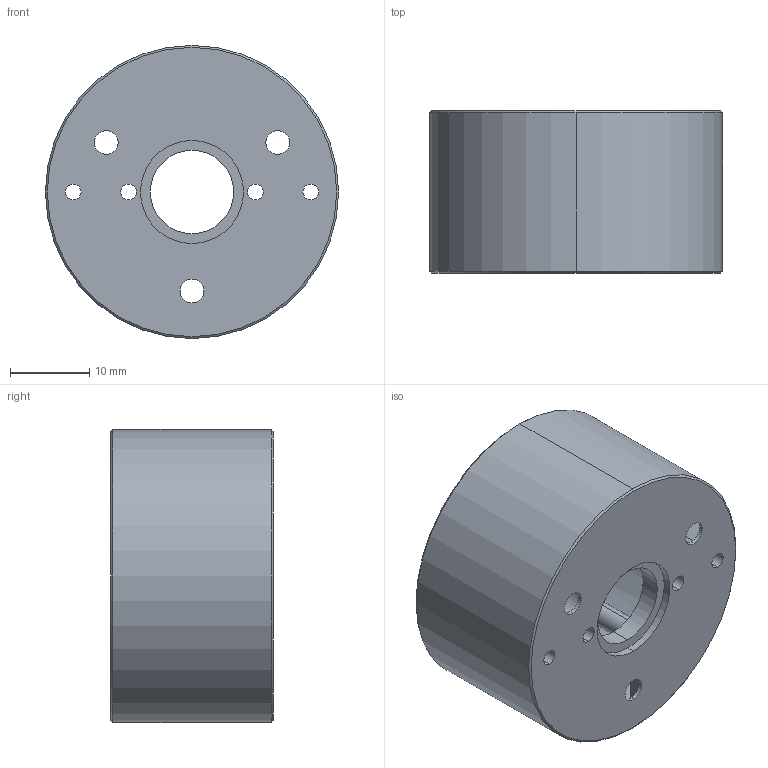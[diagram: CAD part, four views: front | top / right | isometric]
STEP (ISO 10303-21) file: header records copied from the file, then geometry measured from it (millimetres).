
FILE_DESCRIPTION (( 'STEP AP214' ), '1' );
FILE_NAME ('Gear_reduction_casing.STEP', '2018-03-09T17:07:03', ( '' ), ( '' ), 'SwSTEP 2.0', 'SolidWorks 2017', '' );
FILE_SCHEMA (( 'AUTOMOTIVE_DESIGN' ));
Length unit declared in the file: millimetre
Products named in the file (1): Gear_reduction_casing
Bounding box: 37 x 20.5 x 37 mm (x, y, z)
Volume: 5416.8 mm3; surface area: 7539 mm2
Topology: 1 solids, 1 shells, 82 faces, 216 edges, 140 vertices
Faces by surface type: cylinder 42, plane 28, cone 12
Entity records: 2638 total; most frequent: DIRECTION 490, CARTESIAN_POINT 439, ORIENTED_EDGE 432, EDGE_CURVE 216, AXIS2_PLACEMENT_3D 191, VERTEX_POINT 140, VECTOR 108, CIRCLE 108
